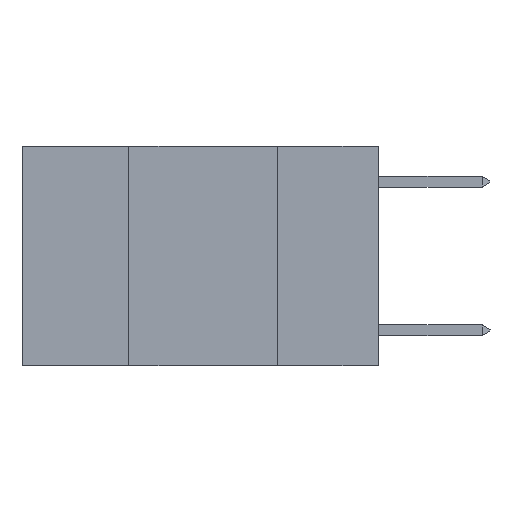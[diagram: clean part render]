
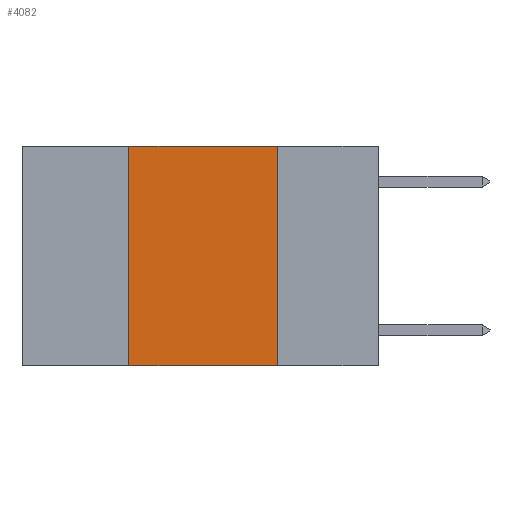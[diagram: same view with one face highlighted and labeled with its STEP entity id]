
A CAD part, left-side view. The second image highlights one B-rep face of the part: STEP entity #4082.
In plain terms, the highlighted planar face has unit normal (-1, 0, 0).
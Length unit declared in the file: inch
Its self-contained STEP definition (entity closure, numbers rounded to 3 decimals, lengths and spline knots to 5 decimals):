
#1157 = DIRECTION ( 'NONE',  ( 0., 0., -1. ) ) ;
#1225 = DIRECTION ( 'NONE',  ( 1., 0., 0. ) ) ;
#1660 = LINE ( 'NONE', #4264, #24667 ) ;
#1712 = CARTESIAN_POINT ( 'NONE',  ( 0., 0.6, 0. ) ) ;
#2142 = PLANE ( 'NONE',  #23765 ) ;
#2562 = CARTESIAN_POINT ( 'NONE',  ( 0., 0.6, 0. ) ) ;
#4082 = ADVANCED_FACE ( 'NONE', ( #26651 ), #2142, .F. ) ;
#4264 = CARTESIAN_POINT ( 'NONE',  ( 0., 0.17, 0. ) ) ;
#4955 = EDGE_LOOP ( 'NONE', ( #7238, #7089, #8412, #7764 ) ) ;
#5556 = VECTOR ( 'NONE', #13287, 39.37008 ) ;
#6013 = VECTOR ( 'NONE', #12956, 39.37008 ) ;
#6042 = LINE ( 'NONE', #24280, #6013 ) ;
#6732 = VERTEX_POINT ( 'NONE', #14891 ) ;
#7089 = ORIENTED_EDGE ( 'NONE', *, *, #19305, .F. ) ;
#7238 = ORIENTED_EDGE ( 'NONE', *, *, #23382, .F. ) ;
#7491 = DIRECTION ( 'NONE',  ( 0., 0., 1. ) ) ;
#7651 = VERTEX_POINT ( 'NONE', #9119 ) ;
#7764 = ORIENTED_EDGE ( 'NONE', *, *, #17137, .T. ) ;
#8412 = ORIENTED_EDGE ( 'NONE', *, *, #13856, .F. ) ;
#9119 = CARTESIAN_POINT ( 'NONE',  ( 0., 0.42, 0. ) ) ;
#12956 = DIRECTION ( 'NONE',  ( 0., -1., 0. ) ) ;
#13287 = DIRECTION ( 'NONE',  ( 0., -1., 0. ) ) ;
#13856 = EDGE_CURVE ( 'NONE', #28887, #7651, #23493, .T. ) ;
#14519 = CARTESIAN_POINT ( 'NONE',  ( 0., 0.17, -0.37 ) ) ;
#14891 = CARTESIAN_POINT ( 'NONE',  ( 0., 0.17, 0. ) ) ;
#15851 = DIRECTION ( 'NONE',  ( 0., 0., -1. ) ) ;
#17137 = EDGE_CURVE ( 'NONE', #28887, #21006, #6042, .T. ) ;
#19305 = EDGE_CURVE ( 'NONE', #7651, #6732, #28852, .T. ) ;
#21006 = VERTEX_POINT ( 'NONE', #14519 ) ;
#23382 = EDGE_CURVE ( 'NONE', #6732, #21006, #1660, .T. ) ;
#23463 = VECTOR ( 'NONE', #7491, 39.37008 ) ;
#23493 = LINE ( 'NONE', #25664, #23463 ) ;
#23765 = AXIS2_PLACEMENT_3D ( 'NONE', #2562, #1225, #1157 ) ;
#24280 = CARTESIAN_POINT ( 'NONE',  ( 0., 0.6, -0.37 ) ) ;
#24667 = VECTOR ( 'NONE', #15851, 39.37008 ) ;
#25664 = CARTESIAN_POINT ( 'NONE',  ( 0., 0.42, 0. ) ) ;
#26651 = FACE_OUTER_BOUND ( 'NONE', #4955, .T. ) ;
#28103 = CARTESIAN_POINT ( 'NONE',  ( 0., 0.42, -0.37 ) ) ;
#28852 = LINE ( 'NONE', #1712, #5556 ) ;
#28887 = VERTEX_POINT ( 'NONE', #28103 ) ;
